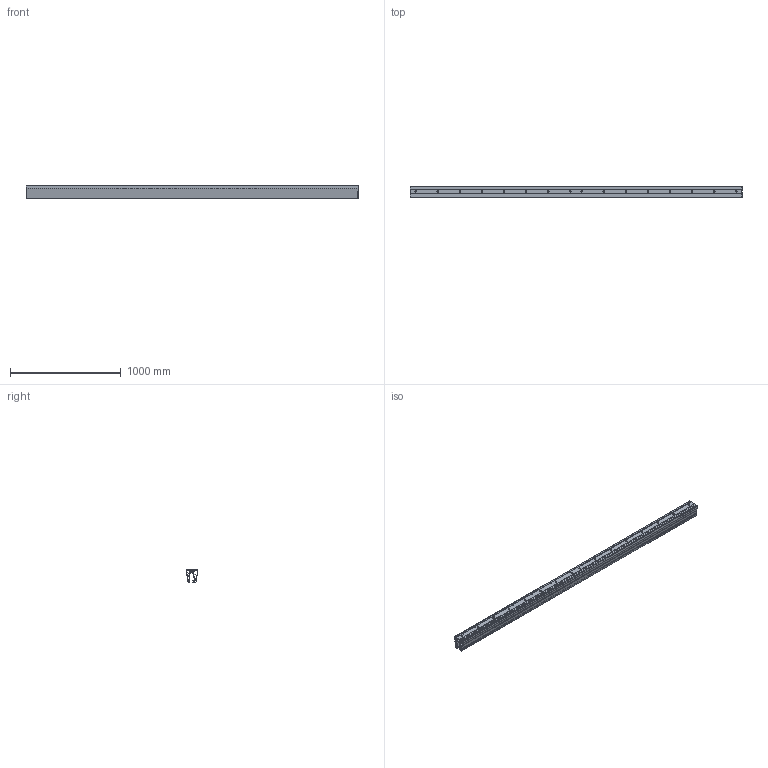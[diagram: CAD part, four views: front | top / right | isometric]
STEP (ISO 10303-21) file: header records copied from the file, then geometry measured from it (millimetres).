
FILE_DESCRIPTION (( 'STEP AP214' ), '1' );
FILE_NAME ('AL_PR7-3000-N-E.STEP', '2024-07-04T08:59:30', ( '' ), ( '' ), 'SwSTEP 2.0', 'SolidWorks 2019', '' );
FILE_SCHEMA (( 'AUTOMOTIVE_DESIGN' ));
Length unit declared in the file: millimetre
Products named in the file (1): AL_PR7-3000-N-E
Bounding box: 3000 x 100 x 120 mm (x, y, z)
Volume: 8341464.3 mm3; surface area: 5028239 mm2
Topology: 1 solids, 1 shells, 860 faces, 2712 edges, 1808 vertices
Faces by surface type: plane 457, cylinder 403
Entity records: 33136 total; most frequent: CARTESIAN_POINT 9021, ORIENTED_EDGE 5424, DIRECTION 4708, EDGE_CURVE 2712, VERTEX_POINT 1808, AXIS2_PLACEMENT_3D 1575, LINE 1558, VECTOR 1558
